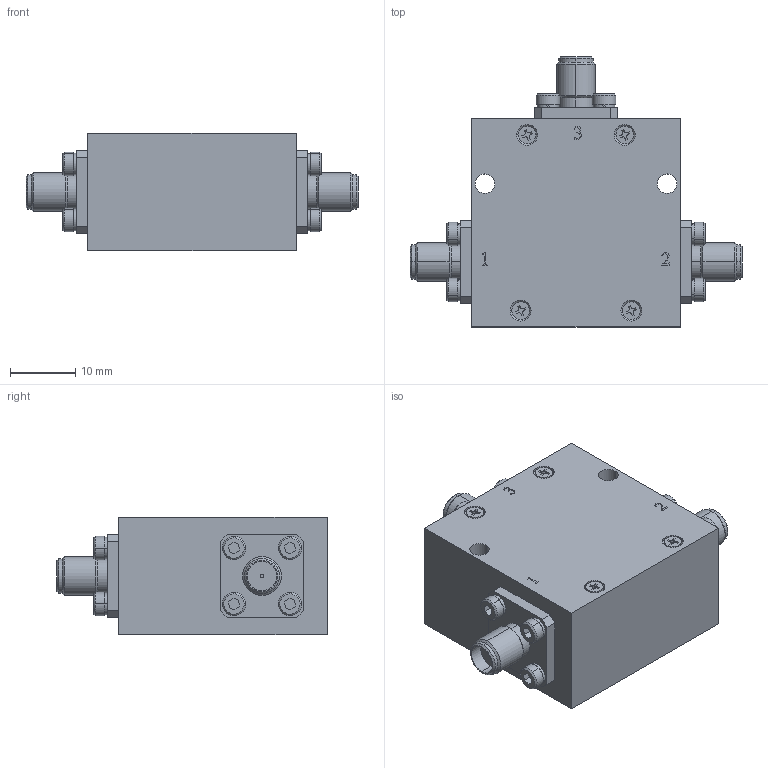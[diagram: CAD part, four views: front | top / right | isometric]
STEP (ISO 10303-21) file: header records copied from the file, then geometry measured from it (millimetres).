
FILE_DESCRIPTION (( 'STEP AP214' ), '1' );
FILE_NAME ('FMCR1048_3D.step', '2025-04-17T16:44:04', ( '' ), ( '' ), 'SwSTEP 2.0', 'SolidWorks 2022', '' );
FILE_SCHEMA (( 'AUTOMOTIVE_DESIGN' ));
Length unit declared in the file: millimetre
Products named in the file (1): FMCR1048_3D
Bounding box: 51 x 41.5 x 18 mm (x, y, z)
Volume: 19515.7 mm3; surface area: 6833.3 mm2
Topology: 1 solids, 24 shells, 891 faces, 2227 edges, 1404 vertices
Faces by surface type: plane 467, cylinder 286, cone 114, torus 24
Entity records: 26279 total; most frequent: CARTESIAN_POINT 4699, DIRECTION 4621, ORIENTED_EDGE 4374, EDGE_CURVE 2187, AXIS2_PLACEMENT_3D 1614, VERTEX_POINT 1404, LINE 1393, VECTOR 1393
